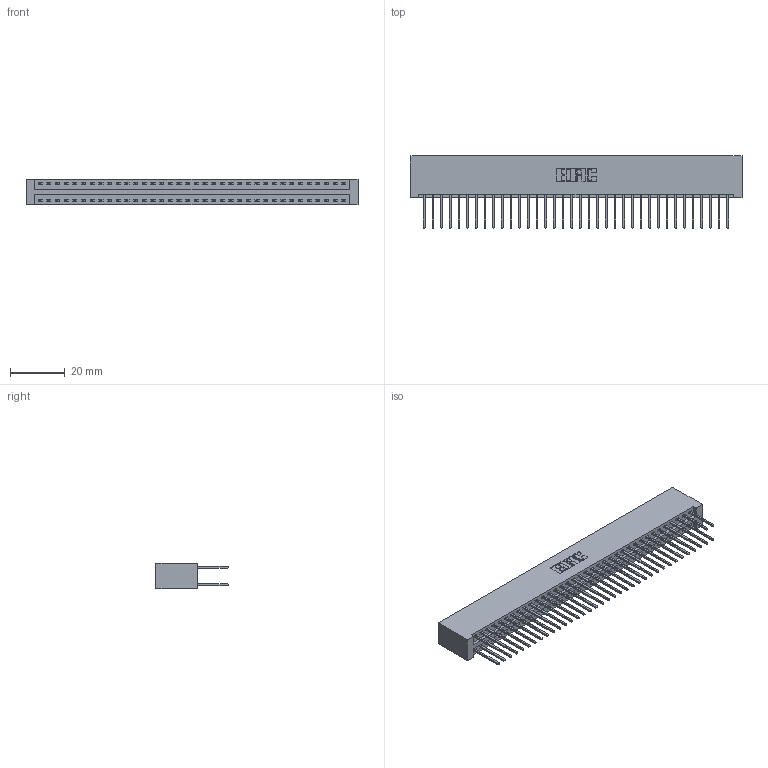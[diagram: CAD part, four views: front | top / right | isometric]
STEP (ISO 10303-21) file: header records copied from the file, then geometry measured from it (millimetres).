
FILE_DESCRIPTION (( 'STEP AP203' ), '1' );
FILE_NAME ('396-072-522-201.STEP', '2019-10-30T19:56:03', ( '' ), ( '' ), 'SwSTEP 2.0', 'SolidWorks 2016', '' );
FILE_SCHEMA (( 'CONFIG_CONTROL_DESIGN' ));
Length unit declared in the file: inch
Products named in the file (3): 345-292-001_345-293-122; 396-072-522-201; 346 Part_No Mounting Lugs
Assembly tree (73 placements, depth 2):
  396-072-522-201
    346 Part_No Mounting Lugs
    345-292-001_345-293-122  x72
Bounding box: 121.54 x 26.42 x 9.4 mm (x, y, z)
Volume: 12562.7 mm3; surface area: 18192.4 mm2
Topology: 73 solids, 73 shells, 3858 faces, 11465 edges, 7546 vertices
Faces by surface type: plane 2592, cylinder 1266
Entity records: 24043 total; most frequent: CARTESIAN_POINT 3968, ORIENTED_EDGE 3902, DIRECTION 3543, EDGE_CURVE 1951, VECTOR 1683, LINE 1683, VERTEX_POINT 1298, AXIS2_PLACEMENT_3D 930
